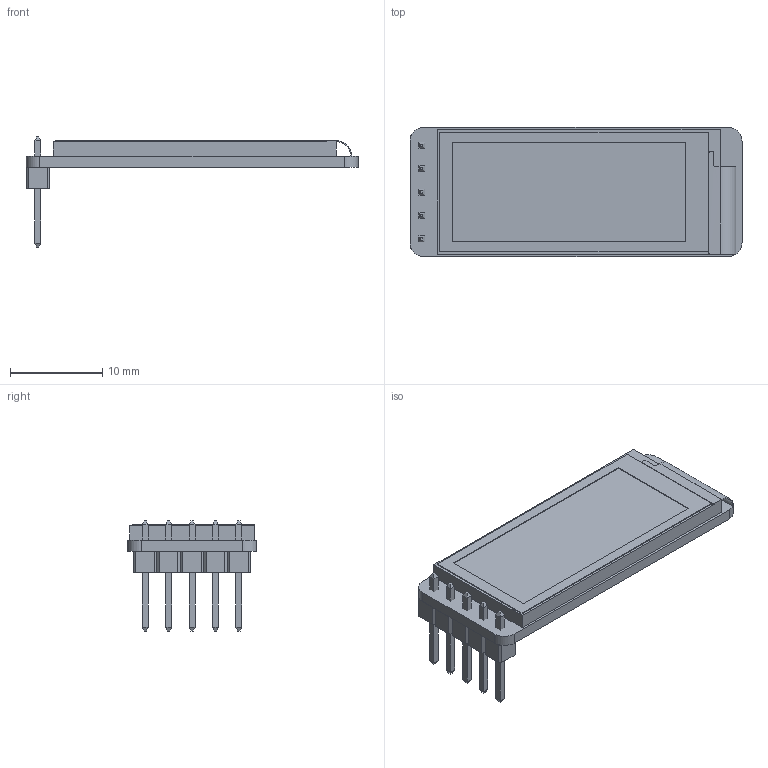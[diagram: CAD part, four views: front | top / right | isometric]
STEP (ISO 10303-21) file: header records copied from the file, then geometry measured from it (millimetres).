
FILE_DESCRIPTION(/* description */ (''),/* implementation_level */ '2;1');
FILE_NAME(/* name */ 'Nice!View v1.step',/* time_stamp */ '2024-07-28T21:04:11+08:00',/* author */ (''),/* organization */ (''),/* preprocessor_version */ 'ST-DEVELOPER v20',/* originating_system */ 'Autodesk Translation Framework v13.14.0.145',/* authorisation */ '');
FILE_SCHEMA (('AUTOMOTIVE_DESIGN { 1 0 10303 214 3 1 1 }'));
Length unit declared in the file: millimetre
Products named in the file (1): (未保存)
Bounding box: 36 x 14 x 11.94 mm (x, y, z)
Volume: 1375 mm3; surface area: 2419.9 mm2
Topology: 13 solids, 13 shells, 172 faces, 391 edges, 247 vertices
Faces by surface type: plane 162, cylinder 10
Entity records: 4731 total; most frequent: CARTESIAN_POINT 811, ORIENTED_EDGE 782, DIRECTION 758, EDGE_CURVE 391, LINE 370, VECTOR 370, VERTEX_POINT 247, AXIS2_PLACEMENT_3D 194
